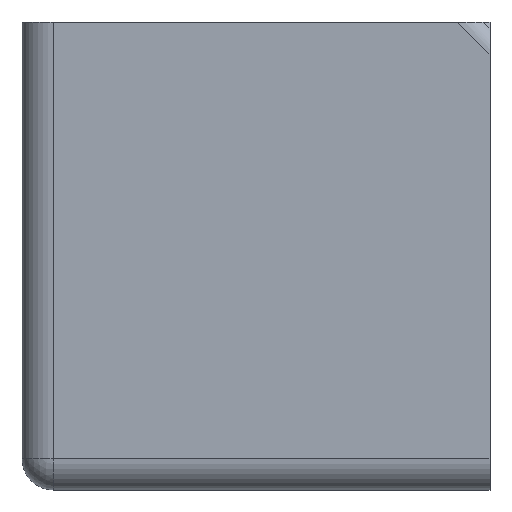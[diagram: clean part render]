
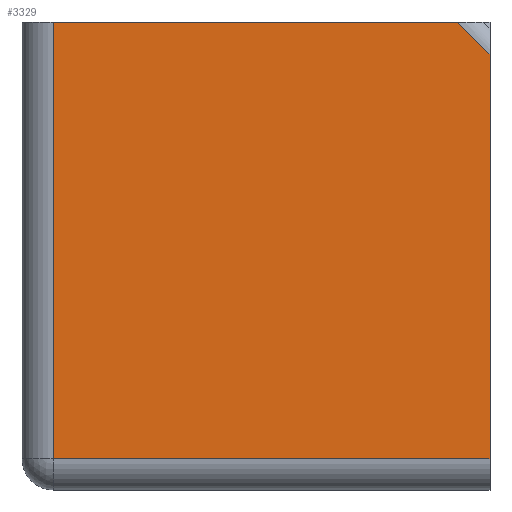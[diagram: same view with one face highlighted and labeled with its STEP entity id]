
A CAD part, front view. The second image highlights one B-rep face of the part: STEP entity #3329.
In plain terms, the highlighted planar face has unit normal (0, -1, 0).
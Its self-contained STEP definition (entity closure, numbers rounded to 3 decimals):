
#1314=DIRECTION('',(-1.,0.,0.));
#1315=VECTOR('',#1314,38.889);
#1316=CARTESIAN_POINT('',(41.889,0.,45.));
#1317=LINE('',#1316,#1315);
#1373=CARTESIAN_POINT('',(41.889,0.,45.));
#1395=CARTESIAN_POINT('',(45.,0.,41.889));
#1400=DIRECTION('',(0.707,0.,-0.707));
#1401=VECTOR('',#1400,4.4);
#1402=CARTESIAN_POINT('',(41.889,0.,45.));
#1403=LINE('',#1402,#1401);
#1407=DIRECTION('',(0.,0.,-1.));
#1408=VECTOR('',#1407,38.889);
#1409=CARTESIAN_POINT('',(45.,0.,41.889));
#1410=LINE('',#1409,#1408);
#1414=DIRECTION('',(1.,0.,0.));
#1415=VECTOR('',#1414,42.);
#1416=CARTESIAN_POINT('',(3.,0.,3.));
#1417=LINE('',#1416,#1415);
#1459=DIRECTION('',(0.,0.,-1.));
#1460=VECTOR('',#1459,42.);
#1461=CARTESIAN_POINT('',(3.,0.,45.));
#1462=LINE('',#1461,#1460);
#1948=VERTEX_POINT('',#1373);
#1949=CARTESIAN_POINT('',(3.,0.,45.));
#1950=VERTEX_POINT('',#1949);
#1954=VERTEX_POINT('',#1395);
#1960=CARTESIAN_POINT('',(45.,0.,3.));
#1961=VERTEX_POINT('',#1960);
#1962=CARTESIAN_POINT('',(3.,0.,3.));
#1963=VERTEX_POINT('',#1962);
#3315=CARTESIAN_POINT('',(0.,0.,45.));
#3316=DIRECTION('',(0.,1.,0.));
#3317=DIRECTION('',(1.,0.,0.));
#3318=AXIS2_PLACEMENT_3D('',#3315,#3316,#3317);
#3319=PLANE('',#3318);
#3320=ORIENTED_EDGE('',*,*,#3243,.F.);
#3321=ORIENTED_EDGE('',*,*,#3299,.T.);
#3322=ORIENTED_EDGE('',*,*,#3282,.T.);
#3324=ORIENTED_EDGE('',*,*,#3323,.F.);
#3326=ORIENTED_EDGE('',*,*,#3325,.F.);
#3327=EDGE_LOOP('',(#3320,#3321,#3322,#3324,#3326));
#3328=FACE_OUTER_BOUND('',#3327,.F.);
#3243=EDGE_CURVE('',#1948,#1950,#1317,.T.);
#3282=EDGE_CURVE('',#1954,#1961,#1410,.T.);
#3299=EDGE_CURVE('',#1948,#1954,#1403,.T.);
#3323=EDGE_CURVE('',#1963,#1961,#1417,.T.);
#3325=EDGE_CURVE('',#1950,#1963,#1462,.T.);
#3329=ADVANCED_FACE('',(#3328),#3319,.F.);
